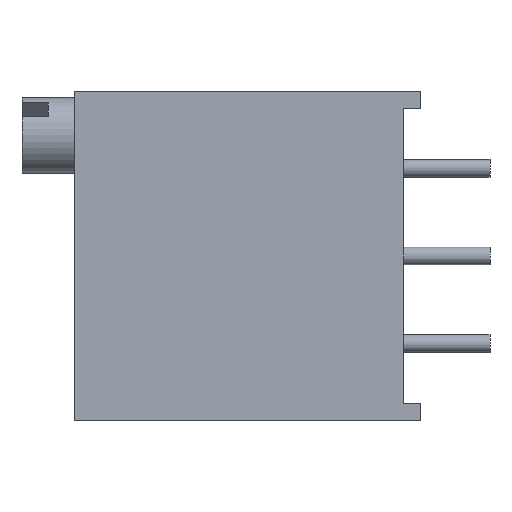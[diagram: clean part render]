
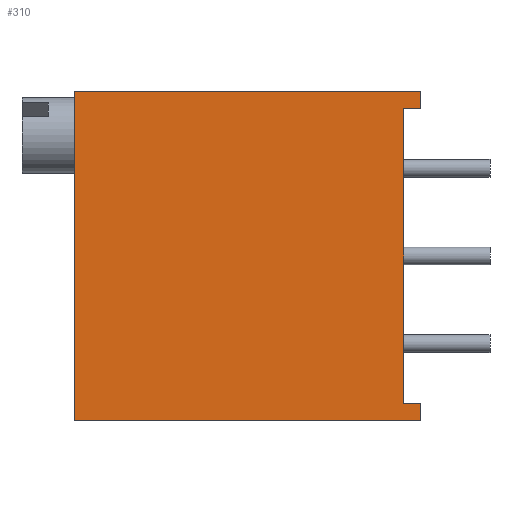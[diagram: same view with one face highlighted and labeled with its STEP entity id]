
A CAD part, left-side view. The second image highlights one B-rep face of the part: STEP entity #310.
In plain terms, the highlighted planar face has unit normal (-1, 0, 0).
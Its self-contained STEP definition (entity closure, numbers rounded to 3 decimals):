
#14 = EDGE_CURVE ( 'NONE', #237, #23, #413, .T. ) ;
#17 = EDGE_CURVE ( 'NONE', #166, #191, #401, .T. ) ;
#23 = VERTEX_POINT ( 'NONE', #482 ) ;
#59 = VERTEX_POINT ( 'NONE', #496 ) ;
#78 = VERTEX_POINT ( 'NONE', #656 ) ;
#140 = EDGE_CURVE ( 'NONE', #78, #59, #811, .T. ) ;
#166 = VERTEX_POINT ( 'NONE', #810 ) ;
#183 = EDGE_CURVE ( 'NONE', #242, #166, #716, .T. ) ;
#191 = VERTEX_POINT ( 'NONE', #779 ) ;
#237 = VERTEX_POINT ( 'NONE', #908 ) ;
#240 = EDGE_CURVE ( 'NONE', #59, #237, #919, .T. ) ;
#241 = EDGE_CURVE ( 'NONE', #23, #242, #886, .T. ) ;
#242 = VERTEX_POINT ( 'NONE', #901 ) ;
#267 = EDGE_CURVE ( 'NONE', #301, #78, #968, .T. ) ;
#280 = ORIENTED_EDGE ( 'NONE', *, *, #240, .F. ) ;
#289 = ORIENTED_EDGE ( 'NONE', *, *, #183, .F. ) ;
#301 = VERTEX_POINT ( 'NONE', #1019 ) ;
#302 = ORIENTED_EDGE ( 'NONE', *, *, #267, .F. ) ;
#305 = EDGE_LOOP ( 'NONE', ( #317, #280, #311, #302, #314, #315, #289, #321 ) ) ;
#310 = ADVANCED_FACE ( 'NONE', ( #1073 ), #1010, .T. ) ;
#311 = ORIENTED_EDGE ( 'NONE', *, *, #140, .F. ) ;
#312 = EDGE_CURVE ( 'NONE', #191, #301, #1027, .T. ) ;
#314 = ORIENTED_EDGE ( 'NONE', *, *, #312, .F. ) ;
#315 = ORIENTED_EDGE ( 'NONE', *, *, #17, .F. ) ;
#317 = ORIENTED_EDGE ( 'NONE', *, *, #14, .F. ) ;
#321 = ORIENTED_EDGE ( 'NONE', *, *, #241, .F. ) ;
#401 = LINE ( 'NONE', #454, #453 ) ;
#411 = VECTOR ( 'NONE', #444, 1000. ) ;
#412 = CARTESIAN_POINT ( 'NONE',  ( -2.41, 0., 2.225 ) ) ;
#413 = LINE ( 'NONE', #412, #411 ) ;
#444 = DIRECTION ( 'NONE',  ( 0., -1., 0. ) ) ;
#452 = DIRECTION ( 'NONE',  ( 0., 0., -1. ) ) ;
#453 = VECTOR ( 'NONE', #452, 1000. ) ;
#454 = CARTESIAN_POINT ( 'NONE',  ( -2.41, 0.5, 1.725 ) ) ;
#482 = CARTESIAN_POINT ( 'NONE',  ( -2.41, 0., 2.225 ) ) ;
#496 = CARTESIAN_POINT ( 'NONE',  ( -2.41, 10.03, -7.305 ) ) ;
#656 = CARTESIAN_POINT ( 'NONE',  ( -2.41, 0., -7.305 ) ) ;
#713 = DIRECTION ( 'NONE',  ( 0., 1., 0. ) ) ;
#714 = VECTOR ( 'NONE', #713, 1000. ) ;
#715 = CARTESIAN_POINT ( 'NONE',  ( -2.41, 0., 1.725 ) ) ;
#716 = LINE ( 'NONE', #715, #714 ) ;
#717 = DIRECTION ( 'NONE',  ( 0., 1., 0. ) ) ;
#779 = CARTESIAN_POINT ( 'NONE',  ( -2.41, 0.5, -6.805 ) ) ;
#805 = CARTESIAN_POINT ( 'NONE',  ( -2.41, 0., -7.305 ) ) ;
#810 = CARTESIAN_POINT ( 'NONE',  ( -2.41, 0.5, 1.725 ) ) ;
#811 = LINE ( 'NONE', #805, #817 ) ;
#817 = VECTOR ( 'NONE', #717, 1000. ) ;
#883 = DIRECTION ( 'NONE',  ( 0., 0., -1. ) ) ;
#884 = VECTOR ( 'NONE', #883, 1000. ) ;
#885 = CARTESIAN_POINT ( 'NONE',  ( -2.41, 0., 2.225 ) ) ;
#886 = LINE ( 'NONE', #885, #884 ) ;
#896 = DIRECTION ( 'NONE',  ( 0., 0., 1. ) ) ;
#901 = CARTESIAN_POINT ( 'NONE',  ( -2.41, 0., 1.725 ) ) ;
#908 = CARTESIAN_POINT ( 'NONE',  ( -2.41, 10.03, 2.225 ) ) ;
#917 = VECTOR ( 'NONE', #896, 1000. ) ;
#918 = CARTESIAN_POINT ( 'NONE',  ( -2.41, 10.03, 2.225 ) ) ;
#919 = LINE ( 'NONE', #918, #917 ) ;
#965 = DIRECTION ( 'NONE',  ( 0., 0., -1. ) ) ;
#966 = VECTOR ( 'NONE', #965, 1000. ) ;
#967 = CARTESIAN_POINT ( 'NONE',  ( -2.41, 0., -6.805 ) ) ;
#968 = LINE ( 'NONE', #967, #966 ) ;
#995 = DIRECTION ( 'NONE',  ( 0., 0., 1. ) ) ;
#996 = DIRECTION ( 'NONE',  ( -1., 0., 0. ) ) ;
#997 = CARTESIAN_POINT ( 'NONE',  ( -2.41, 10.03, 2.225 ) ) ;
#1009 = AXIS2_PLACEMENT_3D ( 'NONE', #997, #996, #995 ) ;
#1010 = PLANE ( 'NONE',  #1009 ) ;
#1019 = CARTESIAN_POINT ( 'NONE',  ( -2.41, 0., -6.805 ) ) ;
#1024 = DIRECTION ( 'NONE',  ( 0., -1., 0. ) ) ;
#1025 = VECTOR ( 'NONE', #1024, 1000. ) ;
#1026 = CARTESIAN_POINT ( 'NONE',  ( -2.41, 0., -6.805 ) ) ;
#1027 = LINE ( 'NONE', #1026, #1025 ) ;
#1073 = FACE_OUTER_BOUND ( 'NONE', #305, .T. ) ;
